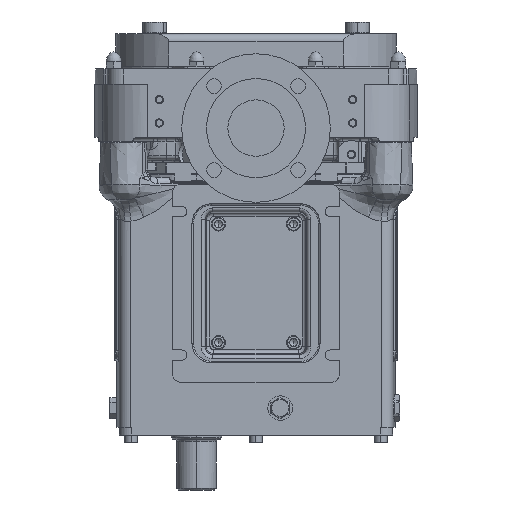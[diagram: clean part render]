
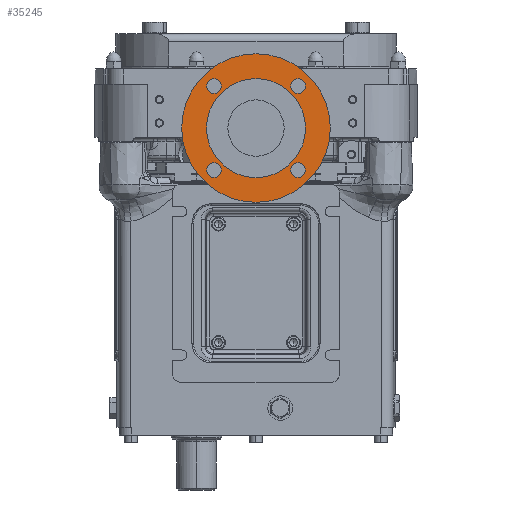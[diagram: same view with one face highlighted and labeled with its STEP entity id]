
A CAD part, front view. The second image highlights one B-rep face of the part: STEP entity #35245.
In plain terms, the highlighted face is planar.
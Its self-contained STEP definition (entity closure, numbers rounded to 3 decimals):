
#315 = DIRECTION ( 'NONE',  ( 1., 0., 0. ) ) ;
#733 = EDGE_LOOP ( 'NONE', ( #20881, #72511 ) ) ;
#900 = CARTESIAN_POINT ( 'NONE',  ( -1.5, -53.882, -53.882 ) ) ;
#1894 = ORIENTED_EDGE ( 'NONE', *, *, #85166, .F. ) ;
#3092 = DIRECTION ( 'NONE',  ( 0., 0., -1. ) ) ;
#3181 = EDGE_LOOP ( 'NONE', ( #89991, #31767 ) ) ;
#4722 = CIRCLE ( 'NONE', #52556, 9.5 ) ;
#4960 = AXIS2_PLACEMENT_3D ( 'NONE', #19228, #42156, #89532 ) ;
#5560 = VERTEX_POINT ( 'NONE', #92792 ) ;
#5723 = EDGE_LOOP ( 'NONE', ( #50850, #1894 ) ) ;
#5951 = DIRECTION ( 'NONE',  ( 0., 0., -1. ) ) ;
#7600 = CARTESIAN_POINT ( 'NONE',  ( -1.5, 0., 63.5 ) ) ;
#8412 = DIRECTION ( 'NONE',  ( 1., 0., 0. ) ) ;
#8857 = CIRCLE ( 'NONE', #43916, 9.5 ) ;
#11864 = DIRECTION ( 'NONE',  ( 0., 0., -1. ) ) ;
#12038 = DIRECTION ( 'NONE',  ( 0., 0., -1. ) ) ;
#14358 = AXIS2_PLACEMENT_3D ( 'NONE', #96717, #50352, #5951 ) ;
#15070 = CARTESIAN_POINT ( 'NONE',  ( -1.5, 63.5, 0. ) ) ;
#15690 = VERTEX_POINT ( 'NONE', #62469 ) ;
#17475 = DIRECTION ( 'NONE',  ( 0., 0., -1. ) ) ;
#17969 = CIRCLE ( 'NONE', #45084, 63.5 ) ;
#18960 = CIRCLE ( 'NONE', #57198, 9.5 ) ;
#19228 = CARTESIAN_POINT ( 'NONE',  ( -1.5, 53.882, -53.882 ) ) ;
#20382 = AXIS2_PLACEMENT_3D ( 'NONE', #37947, #84296, #98290 ) ;
#20537 = EDGE_LOOP ( 'NONE', ( #87897, #93549 ) ) ;
#20881 = ORIENTED_EDGE ( 'NONE', *, *, #91318, .T. ) ;
#21559 = FACE_BOUND ( 'NONE', #5723, .T. ) ;
#21717 = EDGE_CURVE ( 'NONE', #29218, #40461, #68747, .T. ) ;
#21843 = EDGE_CURVE ( 'NONE', #69399, #28999, #95637, .T. ) ;
#24552 = VERTEX_POINT ( 'NONE', #60706 ) ;
#25438 = EDGE_CURVE ( 'NONE', #72161, #34523, #53246, .T. ) ;
#25868 = DIRECTION ( 'NONE',  ( 1., 0., 0. ) ) ;
#27182 = FACE_OUTER_BOUND ( 'NONE', #733, .T. ) ;
#28039 = DIRECTION ( 'NONE',  ( 0., 0., -1. ) ) ;
#28999 = VERTEX_POINT ( 'NONE', #63125 ) ;
#29218 = VERTEX_POINT ( 'NONE', #64556 ) ;
#30366 = EDGE_LOOP ( 'NONE', ( #52945, #64604 ) ) ;
#30521 = PLANE ( 'NONE',  #37625 ) ;
#30572 = EDGE_CURVE ( 'NONE', #15690, #5560, #4722, .T. ) ;
#31578 = CIRCLE ( 'NONE', #20382, 9.5 ) ;
#31767 = ORIENTED_EDGE ( 'NONE', *, *, #85919, .F. ) ;
#32920 = CARTESIAN_POINT ( 'NONE',  ( -1.5, 0., 95.25 ) ) ;
#33199 = CARTESIAN_POINT ( 'NONE',  ( -1.5, 0., 0. ) ) ;
#34523 = VERTEX_POINT ( 'NONE', #86877 ) ;
#35245 = ADVANCED_FACE ( 'NONE', ( #65033, #59472, #21559, #95471, #27182, #52475 ), #30521, .T. ) ;
#36802 = AXIS2_PLACEMENT_3D ( 'NONE', #80403, #57982, #28039 ) ;
#37524 = CARTESIAN_POINT ( 'NONE',  ( -1.5, 53.935, 44.328 ) ) ;
#37625 = AXIS2_PLACEMENT_3D ( 'NONE', #15070, #97851, #83844 ) ;
#37947 = CARTESIAN_POINT ( 'NONE',  ( -1.5, 53.935, 53.828 ) ) ;
#38149 = CARTESIAN_POINT ( 'NONE',  ( -1.5, 0., 0. ) ) ;
#40461 = VERTEX_POINT ( 'NONE', #61322 ) ;
#42156 = DIRECTION ( 'NONE',  ( 1., 0., 0. ) ) ;
#43916 = AXIS2_PLACEMENT_3D ( 'NONE', #79174, #25868, #11864 ) ;
#45084 = AXIS2_PLACEMENT_3D ( 'NONE', #33199, #56657, #94539 ) ;
#46531 = AXIS2_PLACEMENT_3D ( 'NONE', #38149, #75072, #68558 ) ;
#47402 = EDGE_CURVE ( 'NONE', #28999, #69399, #17969, .T. ) ;
#48188 = ORIENTED_EDGE ( 'NONE', *, *, #21843, .F. ) ;
#49461 = AXIS2_PLACEMENT_3D ( 'NONE', #93338, #79364, #12038 ) ;
#50352 = DIRECTION ( 'NONE',  ( 1., 0., 0. ) ) ;
#50850 = ORIENTED_EDGE ( 'NONE', *, *, #21717, .F. ) ;
#52475 = FACE_BOUND ( 'NONE', #80438, .T. ) ;
#52556 = AXIS2_PLACEMENT_3D ( 'NONE', #85906, #94838, #3092 ) ;
#52945 = ORIENTED_EDGE ( 'NONE', *, *, #95722, .F. ) ;
#53246 = CIRCLE ( 'NONE', #91461, 95.25 ) ;
#53295 = EDGE_CURVE ( 'NONE', #5560, #15690, #59194, .T. ) ;
#55858 = CARTESIAN_POINT ( 'NONE',  ( -1.5, 0., 0. ) ) ;
#56657 = DIRECTION ( 'NONE',  ( 1., 0., 0. ) ) ;
#57198 = AXIS2_PLACEMENT_3D ( 'NONE', #900, #8412, #92663 ) ;
#57982 = DIRECTION ( 'NONE',  ( 1., 0., 0. ) ) ;
#59194 = CIRCLE ( 'NONE', #4960, 9.5 ) ;
#59472 = FACE_BOUND ( 'NONE', #20537, .T. ) ;
#60706 = CARTESIAN_POINT ( 'NONE',  ( -1.5, -53.882, 44.382 ) ) ;
#61190 = DIRECTION ( 'NONE',  ( 0., 0., -1. ) ) ;
#61322 = CARTESIAN_POINT ( 'NONE',  ( -1.5, -53.882, -44.382 ) ) ;
#62469 = CARTESIAN_POINT ( 'NONE',  ( -1.5, 53.882, -44.382 ) ) ;
#63007 = AXIS2_PLACEMENT_3D ( 'NONE', #68637, #315, #61190 ) ;
#63125 = CARTESIAN_POINT ( 'NONE',  ( -1.5, 0., -63.5 ) ) ;
#64556 = CARTESIAN_POINT ( 'NONE',  ( -1.5, -53.882, -63.382 ) ) ;
#64604 = ORIENTED_EDGE ( 'NONE', *, *, #83416, .F. ) ;
#65033 = FACE_BOUND ( 'NONE', #30366, .T. ) ;
#67314 = CARTESIAN_POINT ( 'NONE',  ( -1.5, 53.935, 63.328 ) ) ;
#67815 = CIRCLE ( 'NONE', #63007, 9.5 ) ;
#68558 = DIRECTION ( 'NONE',  ( 0., 0., -1. ) ) ;
#68591 = CARTESIAN_POINT ( 'NONE',  ( -1.5, -53.882, 63.382 ) ) ;
#68637 = CARTESIAN_POINT ( 'NONE',  ( -1.5, 53.935, 53.828 ) ) ;
#68747 = CIRCLE ( 'NONE', #49461, 9.5 ) ;
#69399 = VERTEX_POINT ( 'NONE', #7600 ) ;
#72161 = VERTEX_POINT ( 'NONE', #32920 ) ;
#72511 = ORIENTED_EDGE ( 'NONE', *, *, #25438, .T. ) ;
#75072 = DIRECTION ( 'NONE',  ( 1., 0., 0. ) ) ;
#77342 = EDGE_CURVE ( 'NONE', #24552, #93298, #8857, .T. ) ;
#79174 = CARTESIAN_POINT ( 'NONE',  ( -1.5, -53.882, 53.882 ) ) ;
#79364 = DIRECTION ( 'NONE',  ( 1., 0., 0. ) ) ;
#79770 = DIRECTION ( 'NONE',  ( 1., 0., 0. ) ) ;
#80403 = CARTESIAN_POINT ( 'NONE',  ( -1.5, 0., 0. ) ) ;
#80438 = EDGE_LOOP ( 'NONE', ( #88096, #48188 ) ) ;
#83416 = EDGE_CURVE ( 'NONE', #96757, #86759, #31578, .T. ) ;
#83844 = DIRECTION ( 'NONE',  ( 0., 0., -1. ) ) ;
#84296 = DIRECTION ( 'NONE',  ( 1., 0., 0. ) ) ;
#85166 = EDGE_CURVE ( 'NONE', #40461, #29218, #18960, .T. ) ;
#85906 = CARTESIAN_POINT ( 'NONE',  ( -1.5, 53.882, -53.882 ) ) ;
#85919 = EDGE_CURVE ( 'NONE', #93298, #24552, #93953, .T. ) ;
#86759 = VERTEX_POINT ( 'NONE', #37524 ) ;
#86877 = CARTESIAN_POINT ( 'NONE',  ( -1.5, 0., -95.25 ) ) ;
#87897 = ORIENTED_EDGE ( 'NONE', *, *, #53295, .F. ) ;
#88096 = ORIENTED_EDGE ( 'NONE', *, *, #47402, .F. ) ;
#89532 = DIRECTION ( 'NONE',  ( 0., 0., -1. ) ) ;
#89991 = ORIENTED_EDGE ( 'NONE', *, *, #77342, .F. ) ;
#91318 = EDGE_CURVE ( 'NONE', #34523, #72161, #95892, .T. ) ;
#91461 = AXIS2_PLACEMENT_3D ( 'NONE', #55858, #79770, #17475 ) ;
#92663 = DIRECTION ( 'NONE',  ( 0., 0., -1. ) ) ;
#92792 = CARTESIAN_POINT ( 'NONE',  ( -1.5, 53.882, -63.382 ) ) ;
#93298 = VERTEX_POINT ( 'NONE', #68591 ) ;
#93338 = CARTESIAN_POINT ( 'NONE',  ( -1.5, -53.882, -53.882 ) ) ;
#93549 = ORIENTED_EDGE ( 'NONE', *, *, #30572, .F. ) ;
#93953 = CIRCLE ( 'NONE', #14358, 9.5 ) ;
#94539 = DIRECTION ( 'NONE',  ( 0., 0., -1. ) ) ;
#94838 = DIRECTION ( 'NONE',  ( 1., 0., 0. ) ) ;
#95471 = FACE_BOUND ( 'NONE', #3181, .T. ) ;
#95637 = CIRCLE ( 'NONE', #36802, 63.5 ) ;
#95722 = EDGE_CURVE ( 'NONE', #86759, #96757, #67815, .T. ) ;
#95892 = CIRCLE ( 'NONE', #46531, 95.25 ) ;
#96717 = CARTESIAN_POINT ( 'NONE',  ( -1.5, -53.882, 53.882 ) ) ;
#96757 = VERTEX_POINT ( 'NONE', #67314 ) ;
#97851 = DIRECTION ( 'NONE',  ( 1., 0., 0. ) ) ;
#98290 = DIRECTION ( 'NONE',  ( 0., 0., -1. ) ) ;
